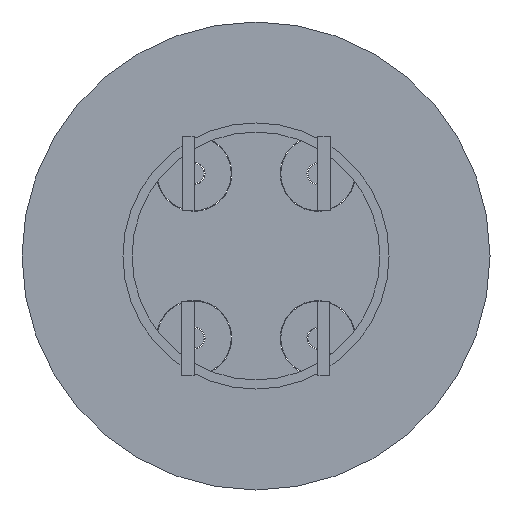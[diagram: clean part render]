
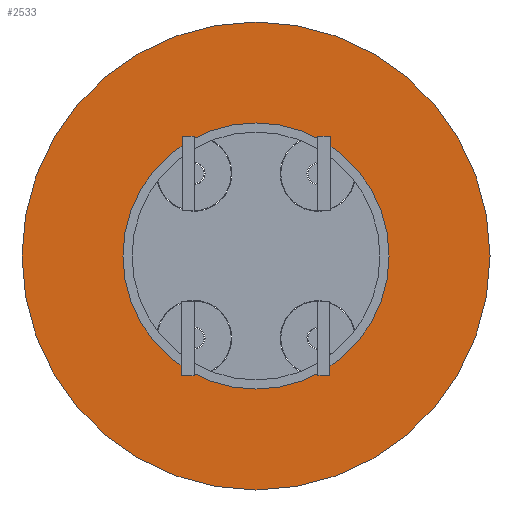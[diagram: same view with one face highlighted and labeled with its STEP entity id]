
A CAD part, left-side view. The second image highlights one B-rep face of the part: STEP entity #2533.
In plain terms, the highlighted planar face has unit normal (1, 0, 0).
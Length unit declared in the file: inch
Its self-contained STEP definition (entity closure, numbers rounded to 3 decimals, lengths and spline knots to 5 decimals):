
#2 = EDGE_LOOP ( 'NONE', ( #4664, #3338 ) ) ;
#9 = VERTEX_POINT ( 'NONE', #6189 ) ;
#40 = DIRECTION ( 'NONE',  ( 1., 0., 0. ) ) ;
#837 = EDGE_LOOP ( 'NONE', ( #1864, #2793 ) ) ;
#948 = DIRECTION ( 'NONE',  ( 1., 0., 0. ) ) ;
#970 = DIRECTION ( 'NONE',  ( -1., 0., 0. ) ) ;
#1091 = EDGE_CURVE ( 'NONE', #4465, #9, #1927, .T. ) ;
#1313 = VERTEX_POINT ( 'NONE', #4799 ) ;
#1349 = FACE_OUTER_BOUND ( 'NONE', #2, .T. ) ;
#1503 = DIRECTION ( 'NONE',  ( 1., 0., 0. ) ) ;
#1559 = CIRCLE ( 'NONE', #4555, 0.3355 ) ;
#1656 = AXIS2_PLACEMENT_3D ( 'NONE', #3476, #1503, #4880 ) ;
#1864 = ORIENTED_EDGE ( 'NONE', *, *, #4359, .T. ) ;
#1927 = CIRCLE ( 'NONE', #3593, 0.59 ) ;
#2236 = CARTESIAN_POINT ( 'NONE',  ( 0., 0., 0. ) ) ;
#2483 = CIRCLE ( 'NONE', #4208, 0.3355 ) ;
#2533 = ADVANCED_FACE ( 'NONE', ( #5062, #1349 ), #4862, .T. ) ;
#2615 = CARTESIAN_POINT ( 'NONE',  ( 0., 0., 0.59 ) ) ;
#2734 = DIRECTION ( 'NONE',  ( 0., 0., 1. ) ) ;
#2793 = ORIENTED_EDGE ( 'NONE', *, *, #5020, .T. ) ;
#2874 = CARTESIAN_POINT ( 'NONE',  ( 0., 0., -0.3355 ) ) ;
#3106 = CARTESIAN_POINT ( 'NONE',  ( 0., 0., 0. ) ) ;
#3338 = ORIENTED_EDGE ( 'NONE', *, *, #3635, .T. ) ;
#3476 = CARTESIAN_POINT ( 'NONE',  ( 0., 0.59, 0. ) ) ;
#3593 = AXIS2_PLACEMENT_3D ( 'NONE', #3106, #40, #3600 ) ;
#3600 = DIRECTION ( 'NONE',  ( 0., 0., 1. ) ) ;
#3635 = EDGE_CURVE ( 'NONE', #9, #4465, #4755, .T. ) ;
#3849 = AXIS2_PLACEMENT_3D ( 'NONE', #3916, #948, #4387 ) ;
#3916 = CARTESIAN_POINT ( 'NONE',  ( 0., 0., 0. ) ) ;
#3927 = CARTESIAN_POINT ( 'NONE',  ( 0., 0., 0. ) ) ;
#4208 = AXIS2_PLACEMENT_3D ( 'NONE', #2236, #5597, #2734 ) ;
#4232 = VERTEX_POINT ( 'NONE', #2874 ) ;
#4359 = EDGE_CURVE ( 'NONE', #1313, #4232, #1559, .T. ) ;
#4387 = DIRECTION ( 'NONE',  ( 0., 0., 1. ) ) ;
#4397 = DIRECTION ( 'NONE',  ( 0., 0., 1. ) ) ;
#4465 = VERTEX_POINT ( 'NONE', #2615 ) ;
#4555 = AXIS2_PLACEMENT_3D ( 'NONE', #3927, #970, #4397 ) ;
#4664 = ORIENTED_EDGE ( 'NONE', *, *, #1091, .T. ) ;
#4755 = CIRCLE ( 'NONE', #3849, 0.59 ) ;
#4799 = CARTESIAN_POINT ( 'NONE',  ( 0., 0., 0.3355 ) ) ;
#4862 = PLANE ( 'NONE',  #1656 ) ;
#4880 = DIRECTION ( 'NONE',  ( 0., 0., -1. ) ) ;
#5020 = EDGE_CURVE ( 'NONE', #4232, #1313, #2483, .T. ) ;
#5062 = FACE_BOUND ( 'NONE', #837, .T. ) ;
#5597 = DIRECTION ( 'NONE',  ( -1., 0., 0. ) ) ;
#6189 = CARTESIAN_POINT ( 'NONE',  ( 0., 0., -0.59 ) ) ;
